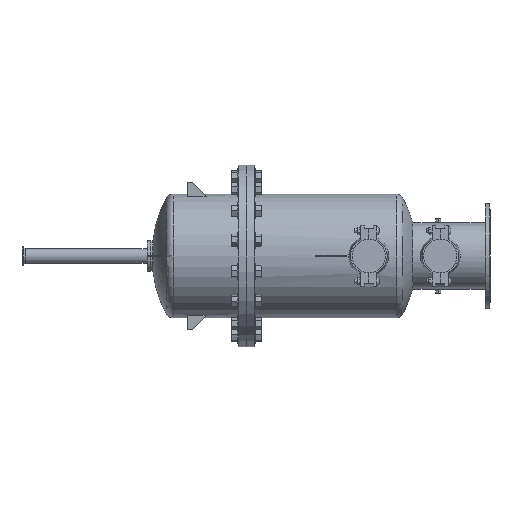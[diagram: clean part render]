
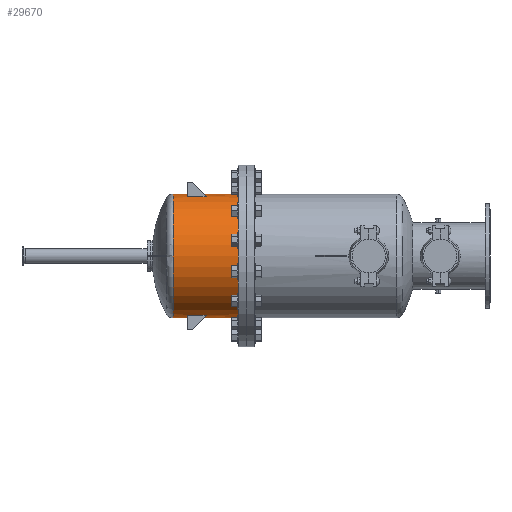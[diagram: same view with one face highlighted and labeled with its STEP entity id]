
A CAD part, left-side view. The second image highlights one B-rep face of the part: STEP entity #29670.
In plain terms, the highlighted cylindrical face has radius 197.751 mm (diameter 395.502 mm), a partial arc.
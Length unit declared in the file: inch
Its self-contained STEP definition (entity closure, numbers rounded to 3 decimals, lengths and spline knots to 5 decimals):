
#355 = CARTESIAN_POINT ( 'NONE',  ( -2.22036, 35.71708, -7.46213 ) ) ;
#492 = CARTESIAN_POINT ( 'NONE',  ( 0., 39.87521, 7.78546 ) ) ;
#543 = CARTESIAN_POINT ( 'NONE',  ( -2.22036, 35.71708, -7.46213 ) ) ;
#1044 = DIRECTION ( 'NONE',  ( 0., 1., 0. ) ) ;
#1344 = ORIENTED_EDGE ( 'NONE', *, *, #43329, .F. ) ;
#2250 = EDGE_CURVE ( 'NONE', #34896, #7226, #6324, .T. ) ;
#3872 = CARTESIAN_POINT ( 'NONE',  ( 0., 0., 7.78546 ) ) ;
#4339 = EDGE_CURVE ( 'NONE', #36061, #23137, #24391, .T. ) ;
#4473 = FACE_OUTER_BOUND ( 'NONE', #37266, .T. ) ;
#4764 = DIRECTION ( 'NONE',  ( 0., -1., 0. ) ) ;
#4894 = CARTESIAN_POINT ( 'NONE',  ( -2.22036, 35.71708, 7.46213 ) ) ;
#5622 = ORIENTED_EDGE ( 'NONE', *, *, #4339, .F. ) ;
#5935 = ORIENTED_EDGE ( 'NONE', *, *, #34217, .T. ) ;
#6082 = EDGE_CURVE ( 'NONE', #7226, #37529, #37209, .T. ) ;
#6324 =( BOUNDED_CURVE ( )  B_SPLINE_CURVE ( 3, ( #36435, #43552, #18420, #355 ),
 .UNSPECIFIED., .F., .F. ) 
 B_SPLINE_CURVE_WITH_KNOTS ( ( 4, 4 ),
 ( 3.40139, 3.4308 ),
 .UNSPECIFIED. ) 
 CURVE ( )  GEOMETRIC_REPRESENTATION_ITEM ( )  RATIONAL_B_SPLINE_CURVE ( ( 1., 1., 1., 1. ) ) 
 REPRESENTATION_ITEM ( '' )  );
#6604 = CARTESIAN_POINT ( 'NONE',  ( 0., 31.65228, 7.78546 ) ) ;
#6781 = DIRECTION ( 'NONE',  ( 0., 0., -1. ) ) ;
#6809 = ORIENTED_EDGE ( 'NONE', *, *, #43130, .F. ) ;
#6845 = VERTEX_POINT ( 'NONE', #492 ) ;
#7170 = AXIS2_PLACEMENT_3D ( 'NONE', #20879, #46152, #6781 ) ;
#7226 = VERTEX_POINT ( 'NONE', #543 ) ;
#7530 = CARTESIAN_POINT ( 'NONE',  ( 0., 39.87521, -7.78546 ) ) ;
#8385 = CIRCLE ( 'NONE', #7170, 7.78546 ) ;
#8389 = DIRECTION ( 'NONE',  ( 0., 0., -1. ) ) ;
#8618 = LINE ( 'NONE', #16623, #38314 ) ;
#10772 = EDGE_CURVE ( 'NONE', #34896, #22592, #8618, .T. ) ;
#11110 = CARTESIAN_POINT ( 'NONE',  ( -2.14721, 35.73884, 7.4839 ) ) ;
#12261 = CARTESIAN_POINT ( 'NONE',  ( 0., 38.04, 0. ) ) ;
#12717 = VERTEX_POINT ( 'NONE', #7530 ) ;
#12959 = EDGE_CURVE ( 'NONE', #45103, #19563, #15759, .T. ) ;
#12989 = CARTESIAN_POINT ( 'NONE',  ( -2.22036, 0., 7.46213 ) ) ;
#13307 = DIRECTION ( 'NONE',  ( 0., 0., -1. ) ) ;
#13687 = LINE ( 'NONE', #14812, #45119 ) ;
#14026 = LINE ( 'NONE', #22588, #31440 ) ;
#14051 = EDGE_CURVE ( 'NONE', #42760, #43279, #8385, .T. ) ;
#14812 = CARTESIAN_POINT ( 'NONE',  ( -2., 0., 7.52419 ) ) ;
#15368 = VECTOR ( 'NONE', #1044, 39.37008 ) ;
#15451 = EDGE_LOOP ( 'NONE', ( #36144, #31437, #24292, #28209 ) ) ;
#15759 = CIRCLE ( 'NONE', #34123, 7.78546 ) ;
#15907 = EDGE_CURVE ( 'NONE', #37529, #22592, #17320, .T. ) ;
#16623 = CARTESIAN_POINT ( 'NONE',  ( -2., 0., -7.52419 ) ) ;
#17320 = CIRCLE ( 'NONE', #38189, 7.78546 ) ;
#18301 = CARTESIAN_POINT ( 'NONE',  ( -2.07376, 35.75953, 7.50459 ) ) ;
#18420 = CARTESIAN_POINT ( 'NONE',  ( -2.14721, 35.73884, -7.4839 ) ) ;
#19015 = CARTESIAN_POINT ( 'NONE',  ( 0., 0., 0. ) ) ;
#19563 = VERTEX_POINT ( 'NONE', #33232 ) ;
#19606 = ORIENTED_EDGE ( 'NONE', *, *, #34908, .F. ) ;
#20189 = LINE ( 'NONE', #12989, #27468 ) ;
#20566 = CARTESIAN_POINT ( 'NONE',  ( -2.22036, 38.04, -7.46213 ) ) ;
#20879 = CARTESIAN_POINT ( 'NONE',  ( 0., 38.04, 0. ) ) ;
#21847 = CARTESIAN_POINT ( 'NONE',  ( -2., 35.77913, -7.52419 ) ) ;
#22501 = CARTESIAN_POINT ( 'NONE',  ( -2.22036, 38.04, 7.46213 ) ) ;
#22562 = CARTESIAN_POINT ( 'NONE',  ( -2.22036, 0., -7.46213 ) ) ;
#22576 = DIRECTION ( 'NONE',  ( 0., 0., -1. ) ) ;
#22588 = CARTESIAN_POINT ( 'NONE',  ( 0., 0., -7.78546 ) ) ;
#22592 = VERTEX_POINT ( 'NONE', #35573 ) ;
#23137 = VERTEX_POINT ( 'NONE', #32249 ) ;
#23316 = ORIENTED_EDGE ( 'NONE', *, *, #14051, .F. ) ;
#23480 = DIRECTION ( 'NONE',  ( 0., 0., -1. ) ) ;
#24292 = ORIENTED_EDGE ( 'NONE', *, *, #2250, .F. ) ;
#24391 =( BOUNDED_CURVE ( )  B_SPLINE_CURVE ( 3, ( #28816, #11110, #18301, #43424 ),
 .UNSPECIFIED., .F., .F. ) 
 B_SPLINE_CURVE_WITH_KNOTS ( ( 4, 4 ),
 ( 2.85238, 2.88179 ),
 .UNSPECIFIED. ) 
 CURVE ( )  GEOMETRIC_REPRESENTATION_ITEM ( )  RATIONAL_B_SPLINE_CURVE ( ( 1., 1., 1., 1. ) ) 
 REPRESENTATION_ITEM ( '' )  );
#26197 = DIRECTION ( 'NONE',  ( 0., -1., 0. ) ) ;
#26325 = CARTESIAN_POINT ( 'NONE',  ( -2., 38.04, 7.52419 ) ) ;
#26874 = EDGE_CURVE ( 'NONE', #12717, #19563, #14026, .T. ) ;
#27468 = VECTOR ( 'NONE', #45451, 39.37008 ) ;
#28066 = CYLINDRICAL_SURFACE ( 'NONE', #39523, 7.78546 ) ;
#28209 = ORIENTED_EDGE ( 'NONE', *, *, #10772, .T. ) ;
#28816 = CARTESIAN_POINT ( 'NONE',  ( -2.22036, 35.71708, 7.46213 ) ) ;
#29651 = EDGE_LOOP ( 'NONE', ( #1344, #23316, #19606, #5622 ) ) ;
#29670 = ADVANCED_FACE ( 'NONE', ( #4473, #37593, #33677 ), #28066, .T. ) ;
#31437 = ORIENTED_EDGE ( 'NONE', *, *, #6082, .F. ) ;
#31440 = VECTOR ( 'NONE', #26197, 39.37008 ) ;
#32249 = CARTESIAN_POINT ( 'NONE',  ( -2., 35.77913, 7.52419 ) ) ;
#32621 = ORIENTED_EDGE ( 'NONE', *, *, #26874, .T. ) ;
#33075 = AXIS2_PLACEMENT_3D ( 'NONE', #41852, #41687, #13307 ) ;
#33232 = CARTESIAN_POINT ( 'NONE',  ( 0., 31.65228, -7.78546 ) ) ;
#33404 = DIRECTION ( 'NONE',  ( 0., -1., 0. ) ) ;
#33677 = FACE_BOUND ( 'NONE', #15451, .T. ) ;
#34123 = AXIS2_PLACEMENT_3D ( 'NONE', #45306, #45005, #23480 ) ;
#34217 = EDGE_CURVE ( 'NONE', #6845, #12717, #42975, .T. ) ;
#34589 = ORIENTED_EDGE ( 'NONE', *, *, #12959, .F. ) ;
#34896 = VERTEX_POINT ( 'NONE', #21847 ) ;
#34908 = EDGE_CURVE ( 'NONE', #23137, #42760, #13687, .T. ) ;
#35573 = CARTESIAN_POINT ( 'NONE',  ( -2., 38.04, -7.52419 ) ) ;
#36061 = VERTEX_POINT ( 'NONE', #4894 ) ;
#36144 = ORIENTED_EDGE ( 'NONE', *, *, #15907, .F. ) ;
#36435 = CARTESIAN_POINT ( 'NONE',  ( -2., 35.77913, -7.52419 ) ) ;
#37209 = LINE ( 'NONE', #22562, #15368 ) ;
#37266 = EDGE_LOOP ( 'NONE', ( #6809, #5935, #32621, #34589 ) ) ;
#37529 = VERTEX_POINT ( 'NONE', #20566 ) ;
#37578 = LINE ( 'NONE', #3872, #42122 ) ;
#37593 = FACE_BOUND ( 'NONE', #29651, .T. ) ;
#38189 = AXIS2_PLACEMENT_3D ( 'NONE', #12261, #33404, #22576 ) ;
#38314 = VECTOR ( 'NONE', #41706, 39.37008 ) ;
#39523 = AXIS2_PLACEMENT_3D ( 'NONE', #19015, #4764, #8389 ) ;
#41687 = DIRECTION ( 'NONE',  ( 0., -1., 0. ) ) ;
#41706 = DIRECTION ( 'NONE',  ( 0., 1., 0. ) ) ;
#41852 = CARTESIAN_POINT ( 'NONE',  ( 0., 39.87521, 0. ) ) ;
#42122 = VECTOR ( 'NONE', #46257, 39.37008 ) ;
#42760 = VERTEX_POINT ( 'NONE', #26325 ) ;
#42975 = CIRCLE ( 'NONE', #33075, 7.78546 ) ;
#43130 = EDGE_CURVE ( 'NONE', #6845, #45103, #37578, .T. ) ;
#43279 = VERTEX_POINT ( 'NONE', #22501 ) ;
#43329 = EDGE_CURVE ( 'NONE', #43279, #36061, #20189, .T. ) ;
#43424 = CARTESIAN_POINT ( 'NONE',  ( -2., 35.77913, 7.52419 ) ) ;
#43552 = CARTESIAN_POINT ( 'NONE',  ( -2.07376, 35.75953, -7.50459 ) ) ;
#43823 = DIRECTION ( 'NONE',  ( 0., 1., 0. ) ) ;
#45005 = DIRECTION ( 'NONE',  ( 0., -1., 0. ) ) ;
#45103 = VERTEX_POINT ( 'NONE', #6604 ) ;
#45119 = VECTOR ( 'NONE', #43823, 39.37008 ) ;
#45306 = CARTESIAN_POINT ( 'NONE',  ( 0., 31.65228, 0. ) ) ;
#45451 = DIRECTION ( 'NONE',  ( 0., -1., 0. ) ) ;
#46152 = DIRECTION ( 'NONE',  ( 0., -1., 0. ) ) ;
#46257 = DIRECTION ( 'NONE',  ( 0., -1., 0. ) ) ;
